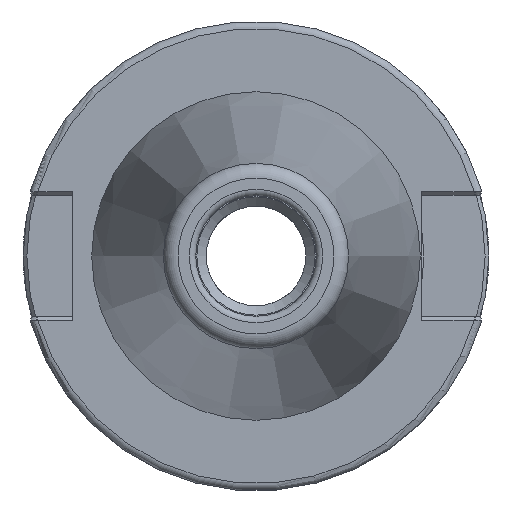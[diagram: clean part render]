
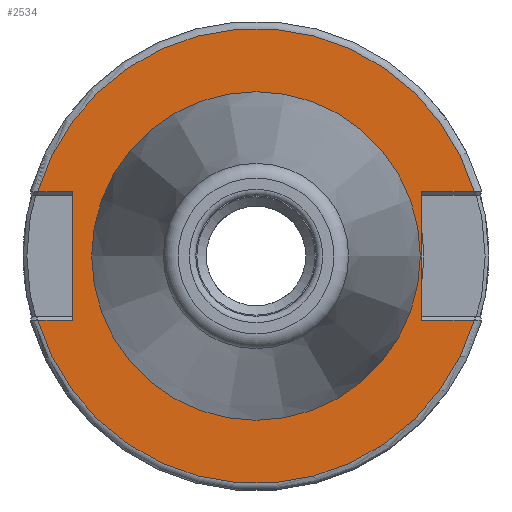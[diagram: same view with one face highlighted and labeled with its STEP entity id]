
A CAD part, left-side view. The second image highlights one B-rep face of the part: STEP entity #2534.
In plain terms, the highlighted planar face has unit normal (-1, 0, 0).
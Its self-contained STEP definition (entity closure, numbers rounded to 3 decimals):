
#19=FACE_BOUND('',#386,.T.);
#106=PLANE('',#2702);
#245=FACE_OUTER_BOUND('',#385,.T.);
#385=EDGE_LOOP('',(#1731,#1732,#1733,#1734,#1735,#1736,#1737,#1738));
#386=EDGE_LOOP('',(#1739,#1740));
#541=LINE('',#3856,#694);
#543=LINE('',#3924,#696);
#544=LINE('',#3926,#697);
#545=LINE('',#3930,#698);
#546=LINE('',#3932,#699);
#547=LINE('',#3933,#700);
#694=VECTOR('',#3000,10.);
#696=VECTOR('',#3018,10.);
#697=VECTOR('',#3019,10.);
#698=VECTOR('',#3022,10.);
#699=VECTOR('',#3023,10.);
#700=VECTOR('',#3024,10.);
#845=CIRCLE('',#2701,30.775);
#846=CIRCLE('',#2703,30.775);
#847=CIRCLE('',#2704,22.225);
#848=CIRCLE('',#2705,22.225);
#1013=VERTEX_POINT('',#3849);
#1016=VERTEX_POINT('',#3854);
#1022=VERTEX_POINT('',#3902);
#1024=VERTEX_POINT('',#3923);
#1025=VERTEX_POINT('',#3925);
#1026=VERTEX_POINT('',#3927);
#1027=VERTEX_POINT('',#3929);
#1028=VERTEX_POINT('',#3931);
#1029=VERTEX_POINT('',#3934);
#1030=VERTEX_POINT('',#3935);
#1300=EDGE_CURVE('',#1016,#1013,#541,.T.);
#1310=EDGE_CURVE('',#1013,#1022,#845,.T.);
#1313=EDGE_CURVE('',#1016,#1024,#543,.T.);
#1314=EDGE_CURVE('',#1025,#1024,#544,.T.);
#1315=EDGE_CURVE('',#1026,#1025,#846,.T.);
#1316=EDGE_CURVE('',#1027,#1026,#545,.T.);
#1317=EDGE_CURVE('',#1027,#1028,#546,.T.);
#1318=EDGE_CURVE('',#1022,#1028,#547,.T.);
#1319=EDGE_CURVE('',#1029,#1030,#847,.T.);
#1320=EDGE_CURVE('',#1030,#1029,#848,.T.);
#1731=ORIENTED_EDGE('',*,*,#1300,.F.);
#1732=ORIENTED_EDGE('',*,*,#1313,.T.);
#1733=ORIENTED_EDGE('',*,*,#1314,.F.);
#1734=ORIENTED_EDGE('',*,*,#1315,.F.);
#1735=ORIENTED_EDGE('',*,*,#1316,.F.);
#1736=ORIENTED_EDGE('',*,*,#1317,.T.);
#1737=ORIENTED_EDGE('',*,*,#1318,.F.);
#1738=ORIENTED_EDGE('',*,*,#1310,.F.);
#1739=ORIENTED_EDGE('',*,*,#1319,.T.);
#1740=ORIENTED_EDGE('',*,*,#1320,.T.);
#2534=ADVANCED_FACE('',(#245,#19),#106,.T.);
#2701=AXIS2_PLACEMENT_3D('',#3903,#3014,#3015);
#2702=AXIS2_PLACEMENT_3D('',#3922,#3016,#3017);
#2703=AXIS2_PLACEMENT_3D('',#3928,#3020,#3021);
#2704=AXIS2_PLACEMENT_3D('',#3936,#3025,#3026);
#2705=AXIS2_PLACEMENT_3D('',#3937,#3027,#3028);
#3000=DIRECTION('',(0.,-1.,0.));
#3014=DIRECTION('center_axis',(1.,0.,0.));
#3015=DIRECTION('ref_axis',(0.,0.,-1.));
#3016=DIRECTION('center_axis',(-1.,0.,0.));
#3017=DIRECTION('ref_axis',(0.,0.,1.));
#3018=DIRECTION('',(0.,0.,1.));
#3019=DIRECTION('',(0.,1.,0.));
#3020=DIRECTION('center_axis',(1.,0.,0.));
#3021=DIRECTION('ref_axis',(0.,0.,-1.));
#3022=DIRECTION('',(0.,1.,0.));
#3023=DIRECTION('',(0.,0.,-1.));
#3024=DIRECTION('',(0.,-1.,0.));
#3025=DIRECTION('center_axis',(1.,0.,0.));
#3026=DIRECTION('ref_axis',(0.,0.,-1.));
#3027=DIRECTION('center_axis',(1.,0.,0.));
#3028=DIRECTION('ref_axis',(0.,0.,-1.));
#3849=CARTESIAN_POINT('',(3.175,-29.523,-8.69));
#3854=CARTESIAN_POINT('',(3.175,-22.41,-8.69));
#3856=CARTESIAN_POINT('',(3.175,-4.878,-8.69));
#3902=CARTESIAN_POINT('',(3.175,29.523,-8.69));
#3903=CARTESIAN_POINT('Origin',(3.175,0.,
0.));
#3922=CARTESIAN_POINT('Origin',(3.175,30.775,0.));
#3923=CARTESIAN_POINT('',(3.175,-22.41,8.69));
#3924=CARTESIAN_POINT('',(3.175,-22.41,-4.095));
#3925=CARTESIAN_POINT('',(3.175,-29.523,8.69));
#3926=CARTESIAN_POINT('',(3.175,4.182,8.69));
#3927=CARTESIAN_POINT('',(3.175,29.523,8.69));
#3928=CARTESIAN_POINT('Origin',(3.175,0.,
0.));
#3929=CARTESIAN_POINT('',(3.175,24.8,8.69));
#3930=CARTESIAN_POINT('',(3.175,32.958,8.69));
#3931=CARTESIAN_POINT('',(3.175,24.8,-8.69));
#3932=CARTESIAN_POINT('',(3.175,24.8,4.095));
#3933=CARTESIAN_POINT('',(3.175,27.788,-8.69));
#3934=CARTESIAN_POINT('',(3.175,22.225,0.));
#3935=CARTESIAN_POINT('',(3.175,-22.225,0.));
#3936=CARTESIAN_POINT('Origin',(3.175,0.,
0.));
#3937=CARTESIAN_POINT('Origin',(3.175,0.,
0.));
